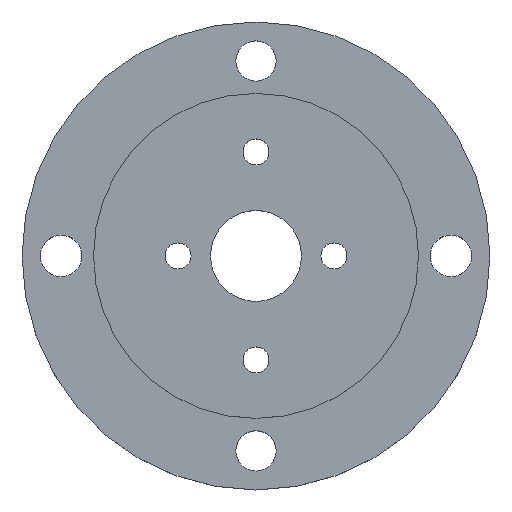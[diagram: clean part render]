
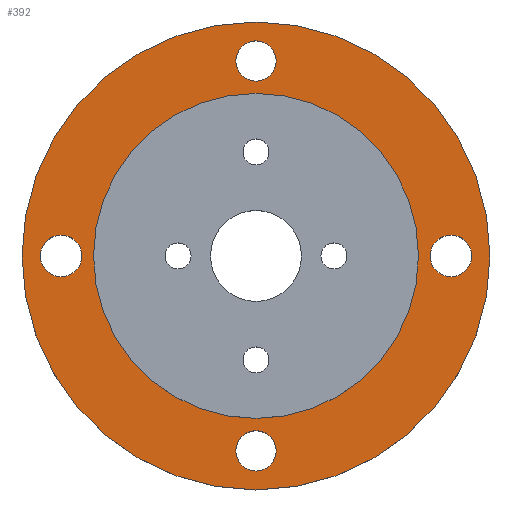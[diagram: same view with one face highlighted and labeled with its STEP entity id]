
A CAD part, top view. The second image highlights one B-rep face of the part: STEP entity #392.
In plain terms, the highlighted planar face has unit normal (0, 0, 1).
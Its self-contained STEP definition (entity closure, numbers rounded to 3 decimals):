
#31 = CYLINDRICAL_SURFACE('',#32,18.);
#32 = AXIS2_PLACEMENT_3D('',#33,#34,#35);
#33 = CARTESIAN_POINT('',(0.,0.,0.));
#34 = DIRECTION('',(-0.,-0.,-1.));
#35 = DIRECTION('',(1.,0.,0.));
#56 = VERTEX_POINT('',#57);
#57 = CARTESIAN_POINT('',(18.,0.,3.4));
#78 = EDGE_CURVE('',#56,#56,#79,.T.);
#79 = SURFACE_CURVE('',#80,(#85,#92),.PCURVE_S1.);
#80 = CIRCLE('',#81,18.);
#81 = AXIS2_PLACEMENT_3D('',#82,#83,#84);
#82 = CARTESIAN_POINT('',(0.,0.,3.4));
#83 = DIRECTION('',(0.,0.,-1.));
#84 = DIRECTION('',(1.,0.,0.));
#85 = PCURVE('',#31,#86);
#86 = DEFINITIONAL_REPRESENTATION('',(#87),#91);
#87 = LINE('',#88,#89);
#88 = CARTESIAN_POINT('',(-6.283,-3.4));
#89 = VECTOR('',#90,1.);
#90 = DIRECTION('',(1.,-0.));
#91 = ( GEOMETRIC_REPRESENTATION_CONTEXT(2) 
PARAMETRIC_REPRESENTATION_CONTEXT() REPRESENTATION_CONTEXT('2D SPACE',''
  ) );
#92 = PCURVE('',#93,#98);
#93 = PLANE('',#94);
#94 = AXIS2_PLACEMENT_3D('',#95,#96,#97);
#95 = CARTESIAN_POINT('',(0.,0.,3.4));
#96 = DIRECTION('',(0.,0.,1.));
#97 = DIRECTION('',(0.,1.,0.));
#98 = DEFINITIONAL_REPRESENTATION('',(#99),#107);
#99 = ( BOUNDED_CURVE() B_SPLINE_CURVE(2,(#100,#101,#102,#103,#104,#105,
#106),.UNSPECIFIED.,.T.,.F.) B_SPLINE_CURVE_WITH_KNOTS((1,2,2,2,2,1),(
    -2.094,0.,2.094,4.189,6.283,
8.378),.UNSPECIFIED.) CURVE() GEOMETRIC_REPRESENTATION_ITEM() 
RATIONAL_B_SPLINE_CURVE((1.,0.5,1.,0.5,1.,0.5,1.)) REPRESENTATION_ITEM(
  '') );
#100 = CARTESIAN_POINT('',(0.,-18.));
#101 = CARTESIAN_POINT('',(-31.177,-18.));
#102 = CARTESIAN_POINT('',(-15.588,9.));
#103 = CARTESIAN_POINT('',(0.,36.));
#104 = CARTESIAN_POINT('',(15.588,9.));
#105 = CARTESIAN_POINT('',(31.177,-18.));
#106 = CARTESIAN_POINT('',(0.,-18.));
#107 = ( GEOMETRIC_REPRESENTATION_CONTEXT(2) 
PARAMETRIC_REPRESENTATION_CONTEXT() REPRESENTATION_CONTEXT('2D SPACE',''
  ) );
#164 = CYLINDRICAL_SURFACE('',#165,1.6);
#165 = AXIS2_PLACEMENT_3D('',#166,#167,#168);
#166 = CARTESIAN_POINT('',(15.,0.,0.));
#167 = DIRECTION('',(-0.,-0.,-1.));
#168 = DIRECTION('',(1.,0.,0.));
#195 = CYLINDRICAL_SURFACE('',#196,1.6);
#196 = AXIS2_PLACEMENT_3D('',#197,#198,#199);
#197 = CARTESIAN_POINT('',(-15.,0.,0.));
#198 = DIRECTION('',(-0.,-0.,-1.));
#199 = DIRECTION('',(1.,0.,0.));
#226 = CYLINDRICAL_SURFACE('',#227,1.55);
#227 = AXIS2_PLACEMENT_3D('',#228,#229,#230);
#228 = CARTESIAN_POINT('',(0.,-15.,0.));
#229 = DIRECTION('',(-0.,-0.,-1.));
#230 = DIRECTION('',(1.,0.,0.));
#257 = CYLINDRICAL_SURFACE('',#258,1.55);
#258 = AXIS2_PLACEMENT_3D('',#259,#260,#261);
#259 = CARTESIAN_POINT('',(0.,15.,0.));
#260 = DIRECTION('',(-0.,-0.,-1.));
#261 = DIRECTION('',(1.,0.,0.));
#392 = ADVANCED_FACE('',(#393,#396,#426,#456,#487,#517),#93,.T.);
#393 = FACE_BOUND('',#394,.T.);
#394 = EDGE_LOOP('',(#395));
#395 = ORIENTED_EDGE('',*,*,#78,.F.);
#396 = FACE_BOUND('',#397,.T.);
#397 = EDGE_LOOP('',(#398));
#398 = ORIENTED_EDGE('',*,*,#399,.T.);
#399 = EDGE_CURVE('',#400,#400,#402,.T.);
#400 = VERTEX_POINT('',#401);
#401 = CARTESIAN_POINT('',(16.6,0.,3.4));
#402 = SURFACE_CURVE('',#403,(#408,#419),.PCURVE_S1.);
#403 = CIRCLE('',#404,1.6);
#404 = AXIS2_PLACEMENT_3D('',#405,#406,#407);
#405 = CARTESIAN_POINT('',(15.,0.,3.4));
#406 = DIRECTION('',(0.,0.,-1.));
#407 = DIRECTION('',(1.,0.,0.));
#408 = PCURVE('',#93,#409);
#409 = DEFINITIONAL_REPRESENTATION('',(#410),#418);
#410 = ( BOUNDED_CURVE() B_SPLINE_CURVE(2,(#411,#412,#413,#414,#415,#416
,#417),.UNSPECIFIED.,.T.,.F.) B_SPLINE_CURVE_WITH_KNOTS((1,2,2,2,2,1),(
    -2.094,0.,2.094,4.189,6.283,
8.378),.UNSPECIFIED.) CURVE() GEOMETRIC_REPRESENTATION_ITEM() 
RATIONAL_B_SPLINE_CURVE((1.,0.5,1.,0.5,1.,0.5,1.)) REPRESENTATION_ITEM(
  '') );
#411 = CARTESIAN_POINT('',(0.,-16.6));
#412 = CARTESIAN_POINT('',(-2.771,-16.6));
#413 = CARTESIAN_POINT('',(-1.386,-14.2));
#414 = CARTESIAN_POINT('',(0.,-11.8));
#415 = CARTESIAN_POINT('',(1.386,-14.2));
#416 = CARTESIAN_POINT('',(2.771,-16.6));
#417 = CARTESIAN_POINT('',(0.,-16.6));
#418 = ( GEOMETRIC_REPRESENTATION_CONTEXT(2) 
PARAMETRIC_REPRESENTATION_CONTEXT() REPRESENTATION_CONTEXT('2D SPACE',''
  ) );
#419 = PCURVE('',#164,#420);
#420 = DEFINITIONAL_REPRESENTATION('',(#421),#425);
#421 = LINE('',#422,#423);
#422 = CARTESIAN_POINT('',(-6.283,-3.4));
#423 = VECTOR('',#424,1.);
#424 = DIRECTION('',(1.,-0.));
#425 = ( GEOMETRIC_REPRESENTATION_CONTEXT(2) 
PARAMETRIC_REPRESENTATION_CONTEXT() REPRESENTATION_CONTEXT('2D SPACE',''
  ) );
#426 = FACE_BOUND('',#427,.T.);
#427 = EDGE_LOOP('',(#428));
#428 = ORIENTED_EDGE('',*,*,#429,.T.);
#429 = EDGE_CURVE('',#430,#430,#432,.T.);
#430 = VERTEX_POINT('',#431);
#431 = CARTESIAN_POINT('',(1.55,15.,3.4));
#432 = SURFACE_CURVE('',#433,(#438,#449),.PCURVE_S1.);
#433 = CIRCLE('',#434,1.55);
#434 = AXIS2_PLACEMENT_3D('',#435,#436,#437);
#435 = CARTESIAN_POINT('',(0.,15.,3.4));
#436 = DIRECTION('',(0.,0.,-1.));
#437 = DIRECTION('',(1.,0.,0.));
#438 = PCURVE('',#93,#439);
#439 = DEFINITIONAL_REPRESENTATION('',(#440),#448);
#440 = ( BOUNDED_CURVE() B_SPLINE_CURVE(2,(#441,#442,#443,#444,#445,#446
,#447),.UNSPECIFIED.,.T.,.F.) B_SPLINE_CURVE_WITH_KNOTS((1,2,2,2,2,1),(
    -2.094,0.,2.094,4.189,6.283,
8.378),.UNSPECIFIED.) CURVE() GEOMETRIC_REPRESENTATION_ITEM() 
RATIONAL_B_SPLINE_CURVE((1.,0.5,1.,0.5,1.,0.5,1.)) REPRESENTATION_ITEM(
  '') );
#441 = CARTESIAN_POINT('',(15.,-1.55));
#442 = CARTESIAN_POINT('',(12.315,-1.55));
#443 = CARTESIAN_POINT('',(13.658,0.775));
#444 = CARTESIAN_POINT('',(15.,3.1));
#445 = CARTESIAN_POINT('',(16.342,0.775));
#446 = CARTESIAN_POINT('',(17.685,-1.55));
#447 = CARTESIAN_POINT('',(15.,-1.55));
#448 = ( GEOMETRIC_REPRESENTATION_CONTEXT(2) 
PARAMETRIC_REPRESENTATION_CONTEXT() REPRESENTATION_CONTEXT('2D SPACE',''
  ) );
#449 = PCURVE('',#257,#450);
#450 = DEFINITIONAL_REPRESENTATION('',(#451),#455);
#451 = LINE('',#452,#453);
#452 = CARTESIAN_POINT('',(-6.283,-3.4));
#453 = VECTOR('',#454,1.);
#454 = DIRECTION('',(1.,-0.));
#455 = ( GEOMETRIC_REPRESENTATION_CONTEXT(2) 
PARAMETRIC_REPRESENTATION_CONTEXT() REPRESENTATION_CONTEXT('2D SPACE',''
  ) );
#456 = FACE_BOUND('',#457,.T.);
#457 = EDGE_LOOP('',(#458));
#458 = ORIENTED_EDGE('',*,*,#459,.F.);
#459 = EDGE_CURVE('',#460,#460,#462,.T.);
#460 = VERTEX_POINT('',#461);
#461 = CARTESIAN_POINT('',(12.5,0.,3.4));
#462 = SURFACE_CURVE('',#463,(#468,#475),.PCURVE_S1.);
#463 = CIRCLE('',#464,12.5);
#464 = AXIS2_PLACEMENT_3D('',#465,#466,#467);
#465 = CARTESIAN_POINT('',(0.,0.,3.4));
#466 = DIRECTION('',(0.,0.,1.));
#467 = DIRECTION('',(1.,0.,0.));
#468 = PCURVE('',#93,#469);
#469 = DEFINITIONAL_REPRESENTATION('',(#470),#474);
#470 = CIRCLE('',#471,12.5);
#471 = AXIS2_PLACEMENT_2D('',#472,#473);
#472 = CARTESIAN_POINT('',(0.,0.));
#473 = DIRECTION('',(0.,-1.));
#474 = ( GEOMETRIC_REPRESENTATION_CONTEXT(2) 
PARAMETRIC_REPRESENTATION_CONTEXT() REPRESENTATION_CONTEXT('2D SPACE',''
  ) );
#475 = PCURVE('',#476,#481);
#476 = CYLINDRICAL_SURFACE('',#477,12.5);
#477 = AXIS2_PLACEMENT_3D('',#478,#479,#480);
#478 = CARTESIAN_POINT('',(0.,0.,5.));
#479 = DIRECTION('',(0.,0.,1.));
#480 = DIRECTION('',(1.,0.,0.));
#481 = DEFINITIONAL_REPRESENTATION('',(#482),#486);
#482 = LINE('',#483,#484);
#483 = CARTESIAN_POINT('',(0.,-1.6));
#484 = VECTOR('',#485,1.);
#485 = DIRECTION('',(1.,0.));
#486 = ( GEOMETRIC_REPRESENTATION_CONTEXT(2) 
PARAMETRIC_REPRESENTATION_CONTEXT() REPRESENTATION_CONTEXT('2D SPACE',''
  ) );
#487 = FACE_BOUND('',#488,.T.);
#488 = EDGE_LOOP('',(#489));
#489 = ORIENTED_EDGE('',*,*,#490,.T.);
#490 = EDGE_CURVE('',#491,#491,#493,.T.);
#491 = VERTEX_POINT('',#492);
#492 = CARTESIAN_POINT('',(1.55,-15.,3.4));
#493 = SURFACE_CURVE('',#494,(#499,#510),.PCURVE_S1.);
#494 = CIRCLE('',#495,1.55);
#495 = AXIS2_PLACEMENT_3D('',#496,#497,#498);
#496 = CARTESIAN_POINT('',(0.,-15.,3.4));
#497 = DIRECTION('',(0.,0.,-1.));
#498 = DIRECTION('',(1.,0.,0.));
#499 = PCURVE('',#93,#500);
#500 = DEFINITIONAL_REPRESENTATION('',(#501),#509);
#501 = ( BOUNDED_CURVE() B_SPLINE_CURVE(2,(#502,#503,#504,#505,#506,#507
,#508),.UNSPECIFIED.,.T.,.F.) B_SPLINE_CURVE_WITH_KNOTS((1,2,2,2,2,1),(
    -2.094,0.,2.094,4.189,6.283,
8.378),.UNSPECIFIED.) CURVE() GEOMETRIC_REPRESENTATION_ITEM() 
RATIONAL_B_SPLINE_CURVE((1.,0.5,1.,0.5,1.,0.5,1.)) REPRESENTATION_ITEM(
  '') );
#502 = CARTESIAN_POINT('',(-15.,-1.55));
#503 = CARTESIAN_POINT('',(-17.685,-1.55));
#504 = CARTESIAN_POINT('',(-16.342,0.775));
#505 = CARTESIAN_POINT('',(-15.,3.1));
#506 = CARTESIAN_POINT('',(-13.658,0.775));
#507 = CARTESIAN_POINT('',(-12.315,-1.55));
#508 = CARTESIAN_POINT('',(-15.,-1.55));
#509 = ( GEOMETRIC_REPRESENTATION_CONTEXT(2) 
PARAMETRIC_REPRESENTATION_CONTEXT() REPRESENTATION_CONTEXT('2D SPACE',''
  ) );
#510 = PCURVE('',#226,#511);
#511 = DEFINITIONAL_REPRESENTATION('',(#512),#516);
#512 = LINE('',#513,#514);
#513 = CARTESIAN_POINT('',(-6.283,-3.4));
#514 = VECTOR('',#515,1.);
#515 = DIRECTION('',(1.,-0.));
#516 = ( GEOMETRIC_REPRESENTATION_CONTEXT(2) 
PARAMETRIC_REPRESENTATION_CONTEXT() REPRESENTATION_CONTEXT('2D SPACE',''
  ) );
#517 = FACE_BOUND('',#518,.T.);
#518 = EDGE_LOOP('',(#519));
#519 = ORIENTED_EDGE('',*,*,#520,.T.);
#520 = EDGE_CURVE('',#521,#521,#523,.T.);
#521 = VERTEX_POINT('',#522);
#522 = CARTESIAN_POINT('',(-13.4,0.,3.4));
#523 = SURFACE_CURVE('',#524,(#529,#540),.PCURVE_S1.);
#524 = CIRCLE('',#525,1.6);
#525 = AXIS2_PLACEMENT_3D('',#526,#527,#528);
#526 = CARTESIAN_POINT('',(-15.,0.,3.4));
#527 = DIRECTION('',(0.,0.,-1.));
#528 = DIRECTION('',(1.,0.,0.));
#529 = PCURVE('',#93,#530);
#530 = DEFINITIONAL_REPRESENTATION('',(#531),#539);
#531 = ( BOUNDED_CURVE() B_SPLINE_CURVE(2,(#532,#533,#534,#535,#536,#537
,#538),.UNSPECIFIED.,.T.,.F.) B_SPLINE_CURVE_WITH_KNOTS((1,2,2,2,2,1),(
    -2.094,0.,2.094,4.189,6.283,
8.378),.UNSPECIFIED.) CURVE() GEOMETRIC_REPRESENTATION_ITEM() 
RATIONAL_B_SPLINE_CURVE((1.,0.5,1.,0.5,1.,0.5,1.)) REPRESENTATION_ITEM(
  '') );
#532 = CARTESIAN_POINT('',(0.,13.4));
#533 = CARTESIAN_POINT('',(-2.771,13.4));
#534 = CARTESIAN_POINT('',(-1.386,15.8));
#535 = CARTESIAN_POINT('',(0.,18.2));
#536 = CARTESIAN_POINT('',(1.386,15.8));
#537 = CARTESIAN_POINT('',(2.771,13.4));
#538 = CARTESIAN_POINT('',(0.,13.4));
#539 = ( GEOMETRIC_REPRESENTATION_CONTEXT(2) 
PARAMETRIC_REPRESENTATION_CONTEXT() REPRESENTATION_CONTEXT('2D SPACE',''
  ) );
#540 = PCURVE('',#195,#541);
#541 = DEFINITIONAL_REPRESENTATION('',(#542),#546);
#542 = LINE('',#543,#544);
#543 = CARTESIAN_POINT('',(-6.283,-3.4));
#544 = VECTOR('',#545,1.);
#545 = DIRECTION('',(1.,-0.));
#546 = ( GEOMETRIC_REPRESENTATION_CONTEXT(2) 
PARAMETRIC_REPRESENTATION_CONTEXT() REPRESENTATION_CONTEXT('2D SPACE',''
  ) );
